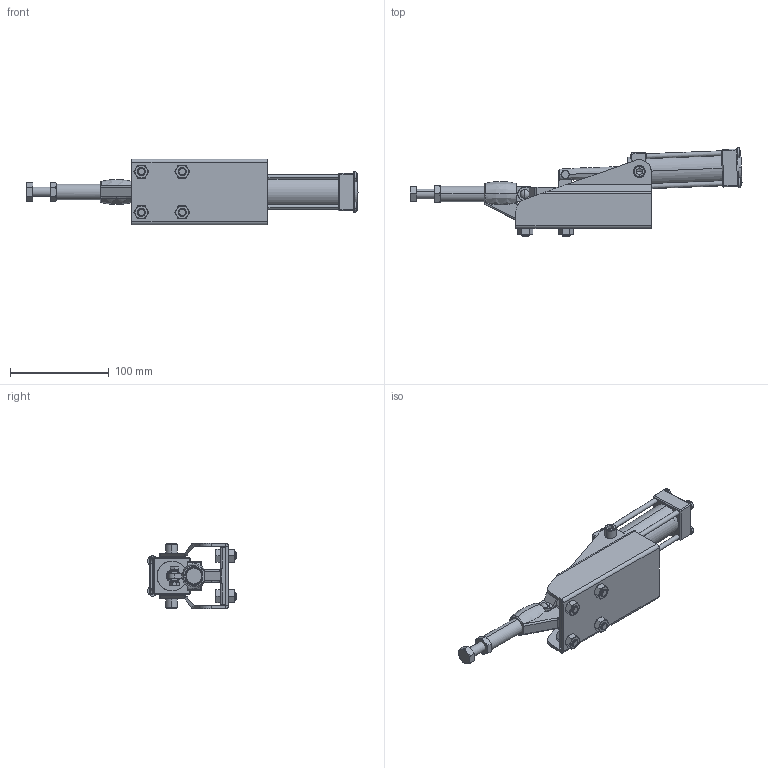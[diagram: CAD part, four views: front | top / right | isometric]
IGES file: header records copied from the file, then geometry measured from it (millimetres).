
Start section: SolidWorks IGES file using analytic representation for surfaces
Bounding box: 336.81 x 90.1 x 66.7 mm (x, y, z)
Surface area: 114768.8 mm2 (no closed solid volume)
Topology: 0 solids, 0 shells, 799 faces, 10314 edges, 10305 vertices
Faces by surface type: bspline 449, revolution 350
